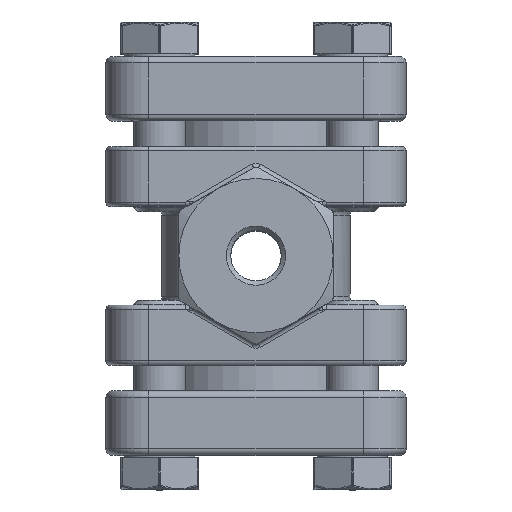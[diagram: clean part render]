
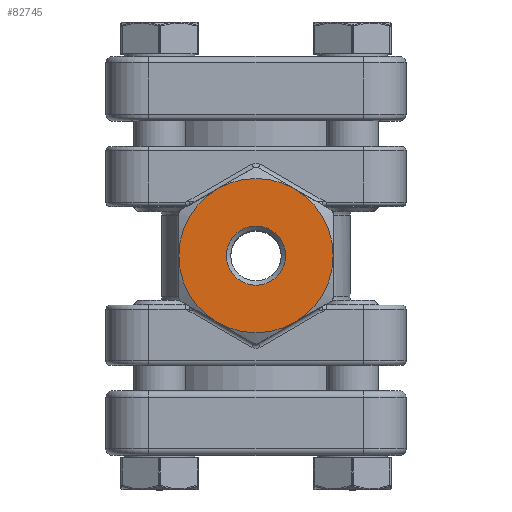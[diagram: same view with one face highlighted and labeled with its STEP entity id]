
A CAD part, top view. The second image highlights one B-rep face of the part: STEP entity #82745.
In plain terms, the highlighted planar face has unit normal (0, 0, 1).
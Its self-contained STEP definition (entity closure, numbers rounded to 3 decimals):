
#78700=CARTESIAN_POINT('',(-0.,-6.9,50.));
#78701=VERTEX_POINT('',#78700);
#78710=CARTESIAN_POINT('',(-0.,6.9,50.));
#78711=VERTEX_POINT('',#78710);
#78712=CARTESIAN_POINT('',(-0.,0.,50.));
#78713=DIRECTION('',(0.,-0.,-1.));
#78714=DIRECTION('',(0.,-1.,0.));
#78715=AXIS2_PLACEMENT_3D('',#78712,#78713,#78714);
#78716=CIRCLE('',#78715,6.9);
#78717=EDGE_CURVE('NONE',#78711,#78701,#78716,.T.);
#78719=CARTESIAN_POINT('',(-0.,0.,50.));
#78720=DIRECTION('',(0.,-0.,-1.));
#78721=DIRECTION('',(0.,-1.,0.));
#78722=AXIS2_PLACEMENT_3D('',#78719,#78720,#78721);
#78723=CIRCLE('',#78722,6.9);
#78724=EDGE_CURVE('NONE',#78701,#78711,#78723,.T.);
#80331=CARTESIAN_POINT('',(9.,-15.588,50.));
#80332=VERTEX_POINT('',#80331);
#80426=CARTESIAN_POINT('',(18.,0.,50.));
#80427=VERTEX_POINT('',#80426);
#80493=CARTESIAN_POINT('',(9.,15.588,50.));
#80494=VERTEX_POINT('',#80493);
#80557=CARTESIAN_POINT('',(-9.,15.588,50.));
#80558=VERTEX_POINT('',#80557);
#80635=CARTESIAN_POINT('',(-18.,0.,50.));
#80636=VERTEX_POINT('',#80635);
#80719=CARTESIAN_POINT('',(-9.,-15.588,50.));
#80720=VERTEX_POINT('',#80719);
#82511=CARTESIAN_POINT('',(-0.,0.,50.));
#82512=DIRECTION('',(0.,-0.,-1.));
#82513=DIRECTION('',(1.,0.,0.));
#82514=AXIS2_PLACEMENT_3D('',#82511,#82512,#82513);
#82515=CIRCLE('',#82514,18.);
#82516=EDGE_CURVE('NONE',#80720,#80636,#82515,.T.);
#82563=CARTESIAN_POINT('',(-0.,0.,50.));
#82564=DIRECTION('',(0.,-0.,-1.));
#82565=DIRECTION('',(1.,0.,0.));
#82566=AXIS2_PLACEMENT_3D('',#82563,#82564,#82565);
#82567=CIRCLE('',#82566,18.);
#82568=EDGE_CURVE('NONE',#80332,#80720,#82567,.T.);
#82597=CARTESIAN_POINT('',(-0.,0.,50.));
#82598=DIRECTION('',(0.,-0.,-1.));
#82599=DIRECTION('',(1.,0.,0.));
#82600=AXIS2_PLACEMENT_3D('',#82597,#82598,#82599);
#82601=CIRCLE('',#82600,18.);
#82602=EDGE_CURVE('NONE',#80636,#80558,#82601,.T.);
#82649=CARTESIAN_POINT('',(-0.,0.,50.));
#82650=DIRECTION('',(0.,-0.,-1.));
#82651=DIRECTION('',(1.,0.,0.));
#82652=AXIS2_PLACEMENT_3D('',#82649,#82650,#82651);
#82653=CIRCLE('',#82652,18.);
#82654=EDGE_CURVE('NONE',#80558,#80494,#82653,.T.);
#82683=CARTESIAN_POINT('',(-0.,0.,50.));
#82684=DIRECTION('',(0.,-0.,-1.));
#82685=DIRECTION('',(1.,0.,0.));
#82686=AXIS2_PLACEMENT_3D('',#82683,#82684,#82685);
#82687=CIRCLE('',#82686,18.);
#82688=EDGE_CURVE('NONE',#80494,#80427,#82687,.T.);
#82717=CARTESIAN_POINT('',(-0.,0.,50.));
#82718=DIRECTION('',(0.,-0.,-1.));
#82719=DIRECTION('',(1.,0.,0.));
#82720=AXIS2_PLACEMENT_3D('',#82717,#82718,#82719);
#82721=CIRCLE('',#82720,18.);
#82722=EDGE_CURVE('NONE',#80427,#80332,#82721,.T.);
#82728=CARTESIAN_POINT('',(-0.,0.,50.));
#82729=DIRECTION('',(-0.,0.,1.));
#82730=DIRECTION('',(0.,-1.,0.));
#82731=AXIS2_PLACEMENT_3D('',#82728,#82729,#82730);
#82732=PLANE('',#82731);
#82733=ORIENTED_EDGE('',*,*,#78724,.T.);
#82734=ORIENTED_EDGE('',*,*,#78717,.T.);
#82735=EDGE_LOOP('',(#82733,#82734));
#82736=FACE_BOUND('',#82735,.T.);
#82737=ORIENTED_EDGE('',*,*,#82568,.F.);
#82738=ORIENTED_EDGE('',*,*,#82722,.F.);
#82739=ORIENTED_EDGE('',*,*,#82688,.F.);
#82740=ORIENTED_EDGE('',*,*,#82654,.F.);
#82741=ORIENTED_EDGE('',*,*,#82602,.F.);
#82742=ORIENTED_EDGE('',*,*,#82516,.F.);
#82743=EDGE_LOOP('',(#82737,#82738,#82739,#82740,#82741,#82742));
#82744=FACE_BOUND('',#82743,.T.);
#82745=ADVANCED_FACE('NONE',(#82736,#82744),#82732,.T.);
